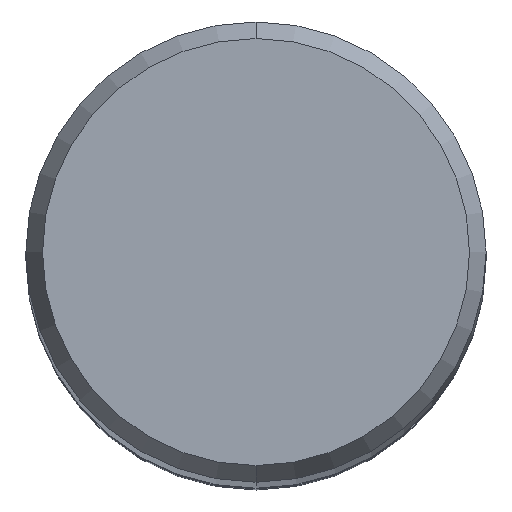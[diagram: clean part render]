
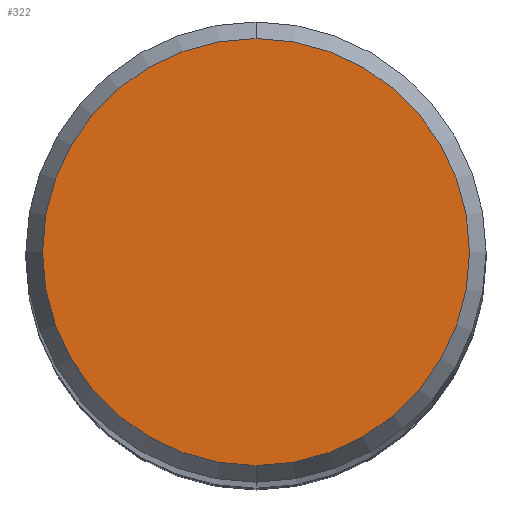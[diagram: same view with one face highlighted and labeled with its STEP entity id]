
A CAD part, top view. The second image highlights one B-rep face of the part: STEP entity #322.
In plain terms, the highlighted planar face has unit normal (0, 0, 1).
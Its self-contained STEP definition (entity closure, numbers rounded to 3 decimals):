
#210=EDGE_CURVE('',#256,#476,#543,.T.);
#256=VERTEX_POINT('',#594);
#322=ADVANCED_FACE('',(#669),#670,.T.);
#476=VERTEX_POINT('',#839);
#488=EDGE_CURVE('',#476,#256,#852,.T.);
#543=CIRCLE('',#927,2.946);
#594=CARTESIAN_POINT('',(0.0,2.946,0.0));
#669=FACE_OUTER_BOUND('',#1187,.T.);
#670=PLANE('',#1188);
#839=CARTESIAN_POINT('',(0.,-2.946,0.0));
#852=CIRCLE('',#1510,2.946);
#927=AXIS2_PLACEMENT_3D('',#1568,#1569,#1570);
#1187=EDGE_LOOP('',(#1727,#1728));
#1188=AXIS2_PLACEMENT_3D('',#1729,#1730,#1731);
#1510=AXIS2_PLACEMENT_3D('',#1921,#1922,#1923);
#1568=CARTESIAN_POINT('',(0.0,0.0,0.0));
#1569=DIRECTION('',(0.0,0.0,-1.0));
#1570=DIRECTION('',(0.0,1.0,0.0));
#1727=ORIENTED_EDGE('',*,*,#210,.F.);
#1728=ORIENTED_EDGE('',*,*,#488,.F.);
#1729=CARTESIAN_POINT('',(0.0,1.473,0.0));
#1730=DIRECTION('',(-0.0,0.0,1.0));
#1731=DIRECTION('',(0.0,-1.0,0.0));
#1921=CARTESIAN_POINT('',(0.0,0.0,0.0));
#1922=DIRECTION('',(0.0,0.0,-1.0));
#1923=DIRECTION('',(0.0,1.0,0.0));
